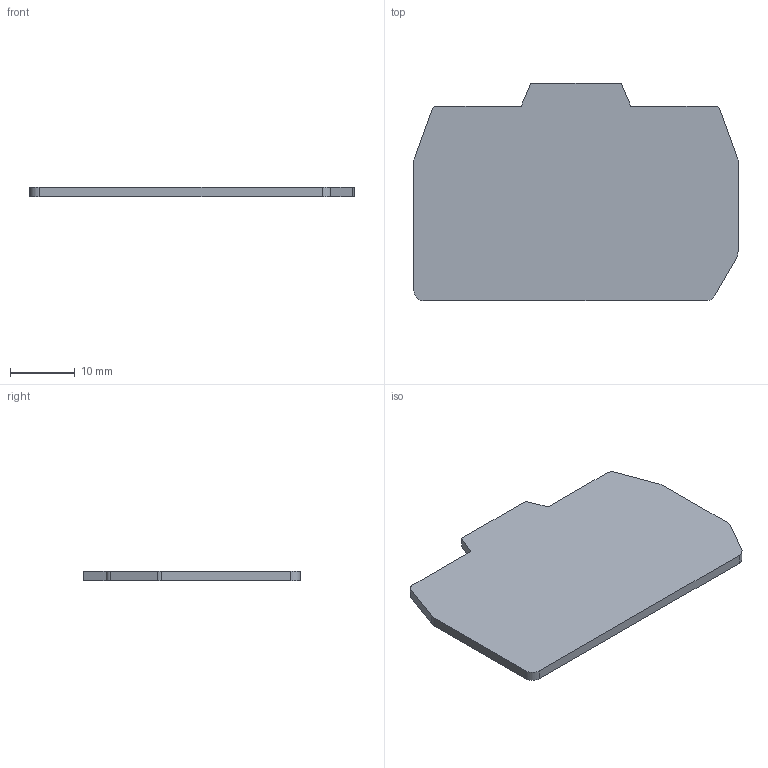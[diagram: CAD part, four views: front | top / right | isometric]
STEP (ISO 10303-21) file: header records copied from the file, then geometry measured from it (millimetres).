
FILE_DESCRIPTION((''),'2;1');
FILE_NAME('003903138_ESP-HMT_4-PT_ASM','2022-07-15T08:00:37',('klemen.sitar'),('Audax d.o.o.'),'CREO PARAMETRIC BY PTC INC, 2021304','CREO PARAMETRIC BY PTC INC, 2021304','');
FILE_SCHEMA(('AP242_MANAGED_MODEL_BASED_3D_ENGINEERING_MIM_LF { 1 0 10303 442 1 1 4 }'));
Length unit declared in the file: millimetre
Products named in the file (2): HMT_2-PT_1; 003903138_ESP-HMT_4-PT_ASM
Assembly tree (1 placements, depth 2):
  003903138_ESP-HMT_4-PT_ASM
    HMT_2-PT_1
Bounding box: 50 x 33.5 x 1.5 mm (x, y, z)
Volume: 2271.4 mm3; surface area: 3261.8 mm2
Topology: 1 solids, 1 shells, 20 faces, 54 edges, 36 vertices
Faces by surface type: plane 13, cylinder 7
Entity records: 1165 total; most frequent: CARTESIAN_POINT 119, DIRECTION 118, ORIENTED_EDGE 108, PRESENTATION_STYLE_ASSIGNMENT 78, STYLED_ITEM 78, CURVE_STYLE 57, EDGE_CURVE 54, VECTOR 40
